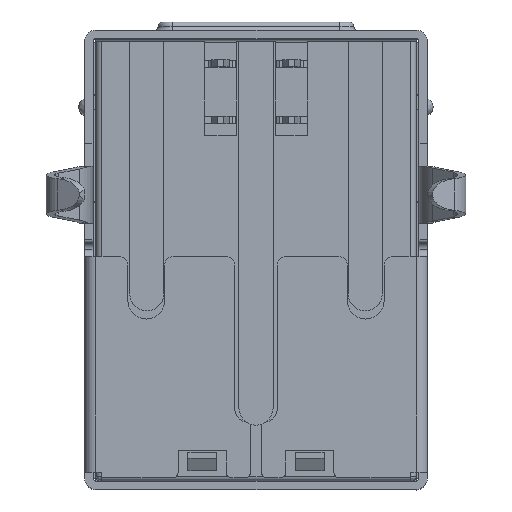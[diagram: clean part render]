
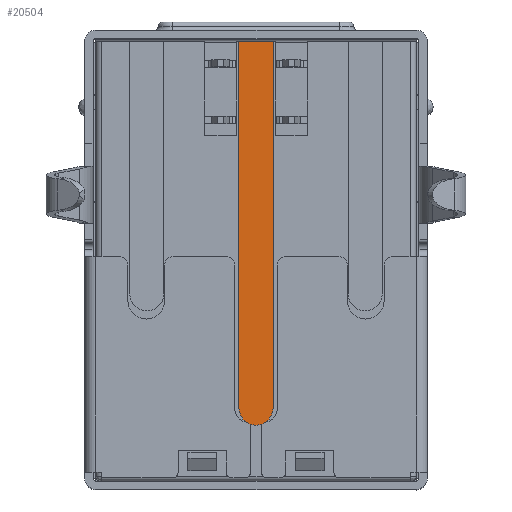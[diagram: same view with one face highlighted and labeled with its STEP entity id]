
A CAD part, top view. The second image highlights one B-rep face of the part: STEP entity #20504.
In plain terms, the highlighted face is planar.
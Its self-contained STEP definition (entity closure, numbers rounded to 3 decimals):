
#1725 = ORIENTED_EDGE ( 'NONE', *, *, #15152, .F. ) ;
#1757 = ORIENTED_EDGE ( 'NONE', *, *, #15123, .T. ) ;
#1806 = ORIENTED_EDGE ( 'NONE', *, *, #15115, .F. ) ;
#1825 = ORIENTED_EDGE ( 'NONE', *, *, #15097, .F. ) ;
#4633 = VECTOR ( 'NONE', #6639, 1000. ) ;
#4634 = CIRCLE ( 'NONE', #5217, 0.6 ) ;
#4656 = LINE ( 'NONE', #6692, #4685 ) ;
#4671 = LINE ( 'NONE', #6637, #4633 ) ;
#4676 = LINE ( 'NONE', #6754, #4697 ) ;
#4685 = VECTOR ( 'NONE', #6708, 1000. ) ;
#4697 = VECTOR ( 'NONE', #6741, 1000. ) ;
#5217 = AXIS2_PLACEMENT_3D ( 'NONE', #6670, #6644, #6645 ) ;
#6210 = AXIS2_PLACEMENT_3D ( 'NONE', #10063, #10064, #10048 ) ;
#6637 = CARTESIAN_POINT ( 'NONE',  ( 37.453, 66.385, -0.05 ) ) ;
#6639 = DIRECTION ( 'NONE',  ( 0., -1., 0. ) ) ;
#6644 = DIRECTION ( 'NONE',  ( 0., 0., 1. ) ) ;
#6645 = DIRECTION ( 'NONE',  ( -1., 0., 0. ) ) ;
#6670 = CARTESIAN_POINT ( 'NONE',  ( 38.053, 79.573, -0.05 ) ) ;
#6692 = CARTESIAN_POINT ( 'NONE',  ( 43.929, 66.643, -0.05 ) ) ;
#6708 = DIRECTION ( 'NONE',  ( -1., 0., 0. ) ) ;
#6741 = DIRECTION ( 'NONE',  ( 0., 1., 0. ) ) ;
#6754 = CARTESIAN_POINT ( 'NONE',  ( 38.653, 79.832, -0.05 ) ) ;
#7528 = CARTESIAN_POINT ( 'NONE',  ( 38.653, 79.573, -0.05 ) ) ;
#7550 = CARTESIAN_POINT ( 'NONE',  ( 37.453, 79.573, -0.05 ) ) ;
#7557 = CARTESIAN_POINT ( 'NONE',  ( 37.453, 66.643, -0.05 ) ) ;
#7577 = CARTESIAN_POINT ( 'NONE',  ( 38.653, 66.643, -0.05 ) ) ;
#10043 = PLANE ( 'NONE',  #6210 ) ;
#10048 = DIRECTION ( 'NONE',  ( -1., 0., 0. ) ) ;
#10063 = CARTESIAN_POINT ( 'NONE',  ( 42.681, 66.373, -0.05 ) ) ;
#10064 = DIRECTION ( 'NONE',  ( 0., 0., -1. ) ) ;
#10610 = FACE_OUTER_BOUND ( 'NONE', #16726, .T. ) ;
#15097 = EDGE_CURVE ( 'NONE', #16174, #16188, #4634, .T. ) ;
#15115 = EDGE_CURVE ( 'NONE', #16188, #16153, #4671, .T. ) ;
#15123 = EDGE_CURVE ( 'NONE', #16183, #16153, #4656, .T. ) ;
#15152 = EDGE_CURVE ( 'NONE', #16183, #16174, #4676, .T. ) ;
#16153 = VERTEX_POINT ( 'NONE', #7557 ) ;
#16174 = VERTEX_POINT ( 'NONE', #7528 ) ;
#16183 = VERTEX_POINT ( 'NONE', #7577 ) ;
#16188 = VERTEX_POINT ( 'NONE', #7550 ) ;
#16726 = EDGE_LOOP ( 'NONE', ( #1725, #1757, #1806, #1825 ) ) ;
#20504 = ADVANCED_FACE ( 'NONE', ( #10610 ), #10043, .T. ) ;
